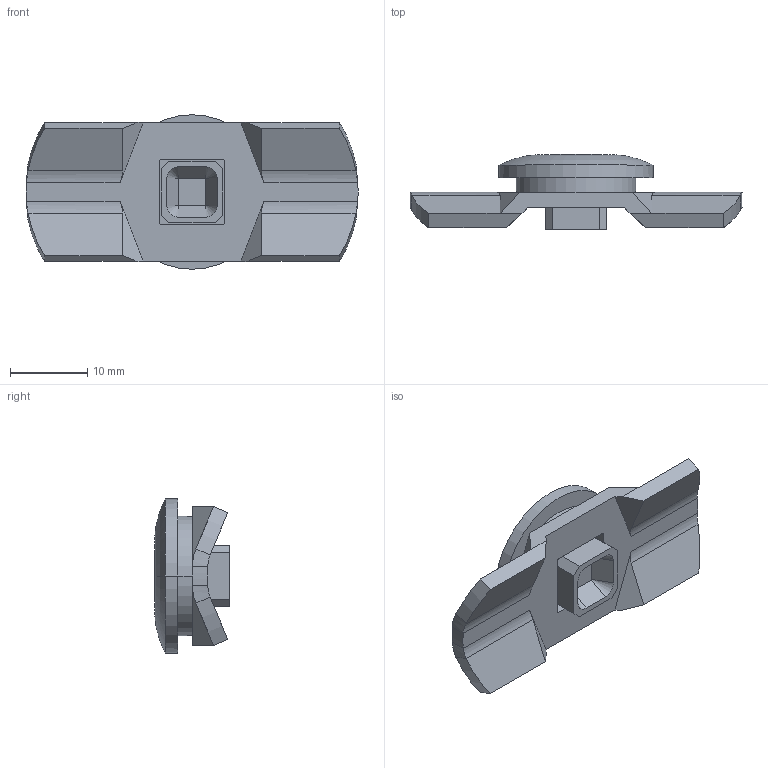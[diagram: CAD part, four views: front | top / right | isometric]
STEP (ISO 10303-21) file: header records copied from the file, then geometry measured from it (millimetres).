
FILE_DESCRIPTION (( 'STEP AP214' ), '1' );
FILE_NAME ('6065112.stp', '2019-05-13T06:40:10', ( '' ), ( '' ), 'SwSTEP 2.0', 'SolidWorks 2018', '' );
FILE_SCHEMA (( 'AUTOMOTIVE_DESIGN' ));
Length unit declared in the file: millimetre
Products named in the file (3): 109905_quadratisch; KTS 08.082-023; 6065112
Assembly tree (2 placements, depth 2):
  6065112
    109905_quadratisch
    KTS 08.082-023
Bounding box: 42.99 x 9.7 x 20 mm (x, y, z)
Volume: 2753.7 mm3; surface area: 2749.9 mm2
Topology: 2 solids, 2 shells, 92 faces, 236 edges, 150 vertices
Faces by surface type: plane 53, cylinder 18, cone 15, bspline 4, torus 2
Entity records: 3151 total; most frequent: CARTESIAN_POINT 653, ORIENTED_EDGE 468, DIRECTION 431, EDGE_CURVE 234, VERTEX_POINT 150, AXIS2_PLACEMENT_3D 144, VECTOR 143, LINE 143
